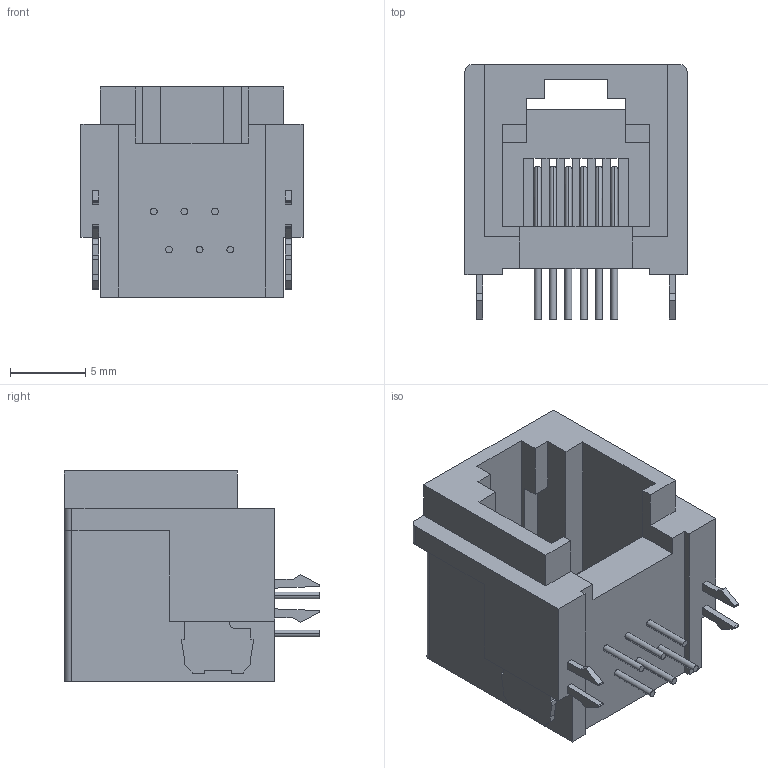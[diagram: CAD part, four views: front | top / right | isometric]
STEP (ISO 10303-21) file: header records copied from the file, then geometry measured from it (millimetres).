
FILE_DESCRIPTION(('STEP AP242'),'1');
FILE_NAME('tm5rj3-66_50_.stp','2022-02-01T21:58:23',('TraceParts'),('TraceParts S.A.'),'Spatial InterOp 3D',' ',' ');
FILE_SCHEMA(('AP242_MANAGED_MODEL_BASED_3D_ENGINEERING_MIM_LF {1 0 10303 442 1 1 4}'));
Length unit declared in the file: millimetre
Products named in the file (1): tm5rj3-66_50_
Bounding box: 14.8 x 17 x 14 mm (x, y, z)
Volume: 1314 mm3; surface area: 1912.1 mm2
Topology: 1 solids, 1 shells, 205 faces, 564 edges, 372 vertices
Faces by surface type: plane 165, cylinder 40
Entity records: 6494 total; most frequent: CARTESIAN_POINT 1142, ORIENTED_EDGE 1128, DIRECTION 1056, EDGE_CURVE 564, LINE 484, VECTOR 484, VERTEX_POINT 372, AXIS2_PLACEMENT_3D 286
